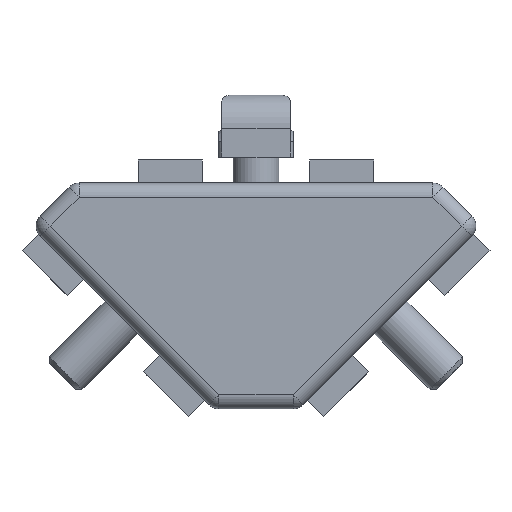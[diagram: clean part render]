
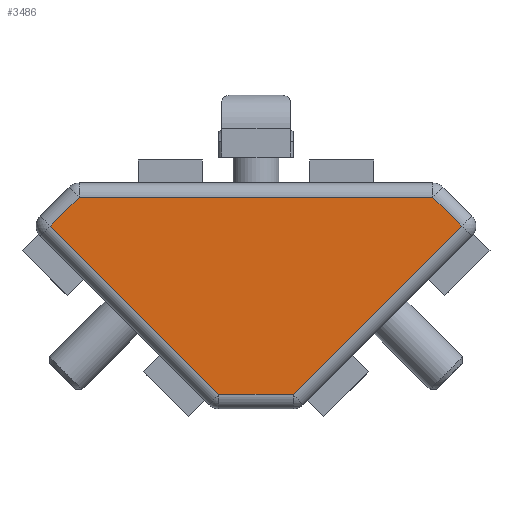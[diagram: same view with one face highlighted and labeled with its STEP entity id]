
A CAD part, left-side view. The second image highlights one B-rep face of the part: STEP entity #3486.
In plain terms, the highlighted planar face has unit normal (-1, 0, 0).
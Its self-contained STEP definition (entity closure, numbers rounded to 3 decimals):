
#458=FACE_OUTER_BOUND('',#663,.T.);
#663=EDGE_LOOP('',(#2669,#2670,#2671,#2672,#2673,#2674));
#880=LINE('',#5581,#1192);
#882=LINE('',#5589,#1194);
#889=LINE('',#5619,#1201);
#893=LINE('',#5636,#1205);
#897=LINE('',#5658,#1209);
#898=LINE('',#5660,#1210);
#1192=VECTOR('',#4430,1.);
#1194=VECTOR('',#4440,1.);
#1201=VECTOR('',#4483,1.);
#1205=VECTOR('',#4499,1.);
#1209=VECTOR('',#4533,1.);
#1210=VECTOR('',#4536,1.);
#1521=VERTEX_POINT('',#5554);
#1529=VERTEX_POINT('',#5579);
#1531=VERTEX_POINT('',#5588);
#1536=VERTEX_POINT('',#5617);
#1543=VERTEX_POINT('',#5635);
#1546=VERTEX_POINT('',#5656);
#1912=EDGE_CURVE('',#1529,#1521,#880,.T.);
#1916=EDGE_CURVE('',#1521,#1531,#882,.T.);
#1933=EDGE_CURVE('',#1536,#1529,#889,.T.);
#1941=EDGE_CURVE('',#1531,#1543,#893,.T.);
#1953=EDGE_CURVE('',#1546,#1536,#897,.T.);
#1954=EDGE_CURVE('',#1543,#1546,#898,.T.);
#2669=ORIENTED_EDGE('',*,*,#1912,.F.);
#2670=ORIENTED_EDGE('',*,*,#1933,.F.);
#2671=ORIENTED_EDGE('',*,*,#1953,.F.);
#2672=ORIENTED_EDGE('',*,*,#1954,.F.);
#2673=ORIENTED_EDGE('',*,*,#1941,.F.);
#2674=ORIENTED_EDGE('',*,*,#1916,.F.);
#3328=PLANE('',#3919);
#3486=ADVANCED_FACE('',(#458),#3328,.F.);
#3919=AXIS2_PLACEMENT_3D('',#5736,#4606,#4607);
#4430=DIRECTION('',(0.,-1.,0.));
#4440=DIRECTION('',(0.,-0.707,-0.707));
#4483=DIRECTION('',(0.,-0.707,0.707));
#4499=DIRECTION('',(0.,0.707,-0.707));
#4533=DIRECTION('',(0.,0.707,0.707));
#4536=DIRECTION('',(0.,1.,0.));
#4606=DIRECTION('center_axis',(1.,0.,0.));
#4607=DIRECTION('ref_axis',(0.,0.707,-0.707));
#5554=CARTESIAN_POINT('',(-22.5,-30.784,-2.5));
#5579=CARTESIAN_POINT('',(-22.5,30.784,-2.5));
#5581=CARTESIAN_POINT('',(-22.5,-4.203,-2.5));
#5588=CARTESIAN_POINT('',(-22.5,-35.784,-7.5));
#5589=CARTESIAN_POINT('',(-22.5,-33.979,-5.695));
#5617=CARTESIAN_POINT('',(-22.5,35.784,-7.5));
#5619=CARTESIAN_POINT('',(-22.5,14.319,13.965));
#5635=CARTESIAN_POINT('',(-22.5,-6.464,-36.82));
#5636=CARTESIAN_POINT('',(-22.5,-37.022,-6.263));
#5656=CARTESIAN_POINT('',(-22.5,6.464,-36.82));
#5658=CARTESIAN_POINT('',(-22.5,21.112,-22.172));
#5660=CARTESIAN_POINT('',(-22.5,-19.66,-36.82));
#5736=CARTESIAN_POINT('Origin',(-22.5,-31.82,-0.707));
